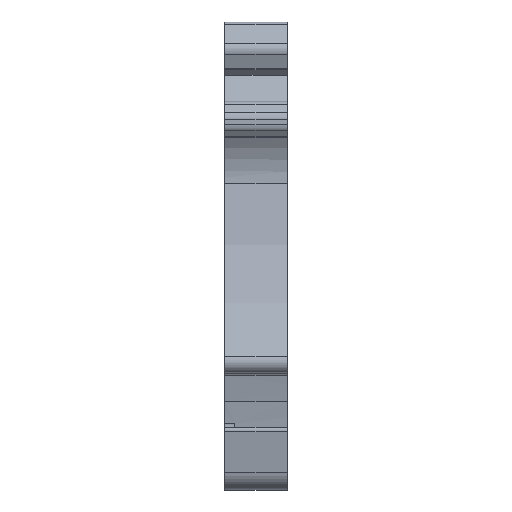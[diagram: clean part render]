
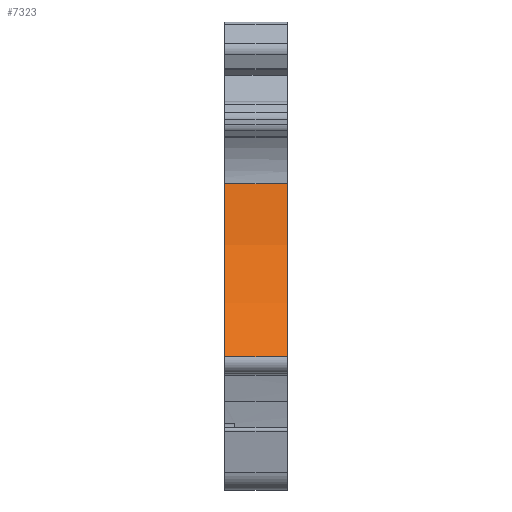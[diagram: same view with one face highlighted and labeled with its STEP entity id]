
A CAD part, left-side view. The second image highlights one B-rep face of the part: STEP entity #7323.
In plain terms, the highlighted cylindrical face has radius 35 mm (diameter 70 mm), a partial arc.
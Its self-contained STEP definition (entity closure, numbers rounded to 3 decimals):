
#285=CARTESIAN_POINT('',(-19.977,6.15,24.083));
#286=VERTEX_POINT('',#285);
#297=CARTESIAN_POINT('',(-26.314,6.15,7.081));
#298=VERTEX_POINT('',#297);
#299=CARTESIAN_POINT('',(-54.82,6.15,27.389));
#300=DIRECTION('',(0.814,0.,-0.58));
#301=DIRECTION('',(0.,-1.,0.));
#302=AXIS2_PLACEMENT_3D('',#299,#301,#300);
#303=CIRCLE('',#302,35.);
#304=EDGE_CURVE('',#298,#286,#303,.T.);
#7292=CARTESIAN_POINT('',(-54.82,6.15,27.389));
#7293=DIRECTION('',(0.814,0.,-0.58));
#7294=DIRECTION('',(0.,-1.,0.));
#7295=AXIS2_PLACEMENT_3D('',#7292,#7294,#7293);
#7296=CYLINDRICAL_SURFACE('',#7295,35.);
#7297=CARTESIAN_POINT('',(-26.314,0.,7.081));
#7298=VERTEX_POINT('',#7297);
#7299=CARTESIAN_POINT('',(-26.314,6.15,7.081));
#7300=DIRECTION('',(0.,-1.,0.));
#7301=VECTOR('',#7300,6.15);
#7302=LINE('',#7299,#7301);
#7303=EDGE_CURVE('',#298,#7298,#7302,.T.);
#7304=ORIENTED_EDGE('E778',*,*,#7303,.F.);
#7305=ORIENTED_EDGE('E778',*,*,#304,.T.);
#7306=CARTESIAN_POINT('',(-19.977,0.,24.083));
#7307=VERTEX_POINT('',#7306);
#7308=CARTESIAN_POINT('',(-19.977,0.,24.083));
#7309=DIRECTION('',(0.,1.,0.));
#7310=VECTOR('',#7309,6.15);
#7311=LINE('',#7308,#7310);
#7312=EDGE_CURVE('',#7307,#286,#7311,.T.);
#7313=ORIENTED_EDGE('E1946',*,*,#7312,.F.);
#7314=CARTESIAN_POINT('',(-54.82,0.,27.389));
#7315=DIRECTION('',(0.814,0.,-0.58));
#7316=DIRECTION('',(0.,-1.,0.));
#7317=AXIS2_PLACEMENT_3D('',#7314,#7316,#7315);
#7318=CIRCLE('',#7317,35.);
#7319=EDGE_CURVE('',#7298,#7307,#7318,.T.);
#7320=ORIENTED_EDGE('E2552',*,*,#7319,.F.);
#7321=EDGE_LOOP('',(#7304,#7305,#7313,#7320));
#7322=FACE_OUTER_BOUND('',#7321,.F.);
#7323=ADVANCED_FACE('F771',(#7322),#7296,.F.);
